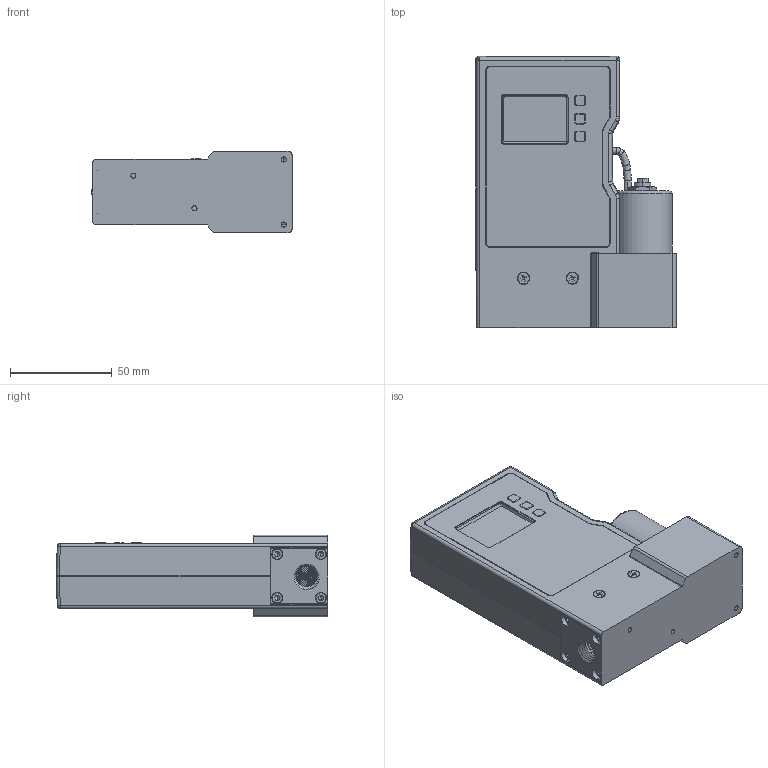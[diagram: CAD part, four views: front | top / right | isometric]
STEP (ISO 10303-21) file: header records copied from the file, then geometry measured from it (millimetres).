
FILE_DESCRIPTION (( 'STEP AP203' ), '1' );
FILE_NAME ('GPC_HPC Cad Dawing.STEP', '2024-04-13T15:04:51', ( '' ), ( '' ), 'SwSTEP 2.0', 'SolidWorks 2019', '' );
FILE_SCHEMA (( 'CONFIG_CONTROL_DESIGN' ));
Length unit declared in the file: millimetre
Products named in the file (1): GPC_HPC Cad Dawing
Bounding box: 98.42 x 133.35 x 40 mm (x, y, z)
Surface area: 53712.4 mm2 (no closed solid volume)
Topology: 0 solids, 4 shells, 2630 faces, 7849 edges, 5161 vertices
Faces by surface type: plane 2187, cylinder 238, bspline 127, cone 65, sphere 9, torus 4
Entity records: 98659 total; most frequent: CARTESIAN_POINT 28625, ORIENTED_EDGE 15588, DIRECTION 12256, EDGE_CURVE 7805, VECTOR 6428, LINE 6428, VERTEX_POINT 5152, EDGE_LOOP 3445
